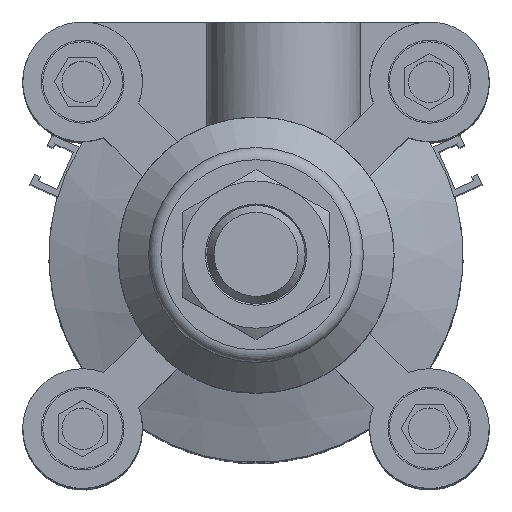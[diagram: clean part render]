
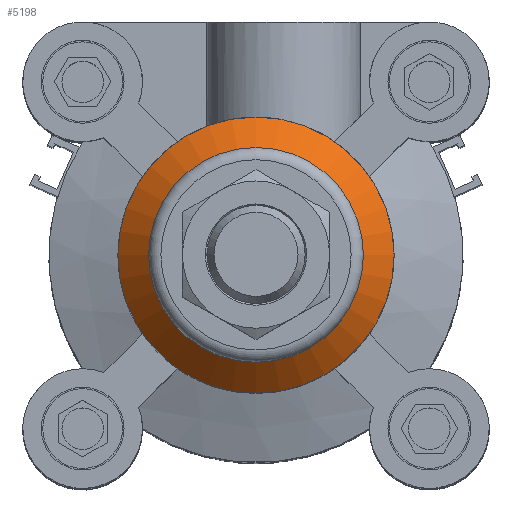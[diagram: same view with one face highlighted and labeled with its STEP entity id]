
A CAD part, top view. The second image highlights one B-rep face of the part: STEP entity #5198.
In plain terms, the highlighted conical face has half-angle 45 degrees and reference radius 20 mm.
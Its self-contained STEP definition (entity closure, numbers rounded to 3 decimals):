
#56=CONICAL_SURFACE('',#5652,20.,0.785);
#202=CIRCLE('',#5653,22.5);
#203=CIRCLE('',#5654,17.5);
#1048=ORIENTED_EDGE('',*,*,#2201,.T.);
#1049=ORIENTED_EDGE('',*,*,#2202,.F.);
#2201=EDGE_CURVE('',#2826,#2826,#202,.T.);
#2202=EDGE_CURVE('',#2827,#2827,#203,.T.);
#2826=VERTEX_POINT('',#8234);
#2827=VERTEX_POINT('',#8236);
#4172=EDGE_LOOP('',(#1048));
#4173=EDGE_LOOP('',(#1049));
#4590=FACE_BOUND('',#4172,.T.);
#4591=FACE_BOUND('',#4173,.T.);
#5198=ADVANCED_FACE('',(#4590,#4591),#56,.T.);
#5652=AXIS2_PLACEMENT_3D('',#8232,#6633,#6634);
#5653=AXIS2_PLACEMENT_3D('',#8233,#6635,#6636);
#5654=AXIS2_PLACEMENT_3D('',#8235,#6637,#6638);
#6633=DIRECTION('',(0.,-1.,0.));
#6634=DIRECTION('',(-1.,0.,0.));
#6635=DIRECTION('',(0.,1.,0.));
#6636=DIRECTION('',(-1.,0.,0.));
#6637=DIRECTION('',(0.,1.,0.));
#6638=DIRECTION('',(-1.,0.,0.));
#8232=CARTESIAN_POINT('',(0.,42.5,0.));
#8233=CARTESIAN_POINT('',(0.,40.,0.));
#8234=CARTESIAN_POINT('',(-22.5,40.,0.));
#8235=CARTESIAN_POINT('',(0.,45.,0.));
#8236=CARTESIAN_POINT('',(-17.5,45.,0.));
